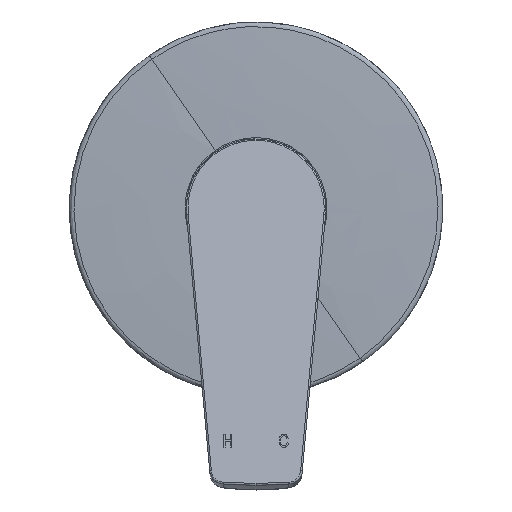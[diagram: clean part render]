
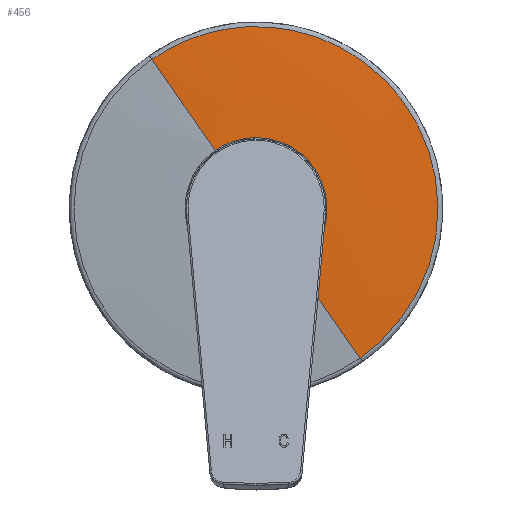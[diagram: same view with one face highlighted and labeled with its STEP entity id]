
A CAD part, front view. The second image highlights one B-rep face of the part: STEP entity #456.
In plain terms, the highlighted free-form (B-spline) face has degree [3, 3] with [4, 4] control points.
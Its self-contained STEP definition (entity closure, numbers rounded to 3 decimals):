
#67=(
BOUNDED_SURFACE()
B_SPLINE_SURFACE(3,3,((#10667,#10668,#10669,#10670),(#10671,#10672,#10673,
#10674),(#10675,#10676,#10677,#10678),(#10679,#10680,#10681,#10682)),
 .UNSPECIFIED.,.F.,.F.,.F.)
B_SPLINE_SURFACE_WITH_KNOTS((4,4),(4,4),(0.,1.),(0.,1.),.UNSPECIFIED.)
GEOMETRIC_REPRESENTATION_ITEM()
RATIONAL_B_SPLINE_SURFACE(((1.,0.333,0.333,1.),
(1.,0.333,0.333,1.),
(1.,0.333,0.333,1.),
(1.,0.333,0.333,1.)))
REPRESENTATION_ITEM('')
SURFACE()
);
#456=ADVANCED_FACE('',(#1095),#67,.T.);
#1095=FACE_OUTER_BOUND('',#1736,.T.);
#1736=EDGE_LOOP('',(#2448,#2449,#2450,#2451));
#2448=ORIENTED_EDGE('',*,*,#5486,.T.);
#2449=ORIENTED_EDGE('',*,*,#5487,.T.);
#2450=ORIENTED_EDGE('',*,*,#5488,.T.);
#2451=ORIENTED_EDGE('',*,*,#5489,.T.);
#5486=EDGE_CURVE('',#8596,#8597,#7969,.T.);
#5487=EDGE_CURVE('',#8597,#8598,#7970,.T.);
#5488=EDGE_CURVE('',#8598,#8599,#7971,.T.);
#5489=EDGE_CURVE('',#8599,#8596,#7972,.T.);
#7969=(
BOUNDED_CURVE()
B_SPLINE_CURVE(3,(#10910,#10911,#10912,#10913),.UNSPECIFIED.,.F.,.F.)
B_SPLINE_CURVE_WITH_KNOTS((4,4),(0.,1.),.UNSPECIFIED.)
CURVE()
GEOMETRIC_REPRESENTATION_ITEM()
RATIONAL_B_SPLINE_CURVE((1.,1.,1.,1.))
REPRESENTATION_ITEM('')
);
#7970=(
BOUNDED_CURVE()
B_SPLINE_CURVE(3,(#10914,#10915,#10916,#10917),.UNSPECIFIED.,.F.,.F.)
B_SPLINE_CURVE_WITH_KNOTS((4,4),(0.,1.),.UNSPECIFIED.)
CURVE()
GEOMETRIC_REPRESENTATION_ITEM()
RATIONAL_B_SPLINE_CURVE((1.,0.333,0.333,1.))
REPRESENTATION_ITEM('')
);
#7971=(
BOUNDED_CURVE()
B_SPLINE_CURVE(3,(#10918,#10919,#10920,#10921),.UNSPECIFIED.,.F.,.F.)
B_SPLINE_CURVE_WITH_KNOTS((4,4),(-1.,0.),.UNSPECIFIED.)
CURVE()
GEOMETRIC_REPRESENTATION_ITEM()
RATIONAL_B_SPLINE_CURVE((1.,1.,1.,1.))
REPRESENTATION_ITEM('')
);
#7972=(
BOUNDED_CURVE()
B_SPLINE_CURVE(3,(#10922,#10923,#10924,#10925),.UNSPECIFIED.,.F.,.F.)
B_SPLINE_CURVE_WITH_KNOTS((4,4),(-1.,0.),.UNSPECIFIED.)
CURVE()
GEOMETRIC_REPRESENTATION_ITEM()
RATIONAL_B_SPLINE_CURVE((1.,0.333,0.333,1.))
REPRESENTATION_ITEM('')
);
#8596=VERTEX_POINT('',#10890);
#8597=VERTEX_POINT('',#10891);
#8598=VERTEX_POINT('',#10892);
#8599=VERTEX_POINT('',#10893);
#10667=CARTESIAN_POINT('',(-32.067,-12.905,45.995));
#10668=CARTESIAN_POINT('',(59.923,-12.905,110.129));
#10669=CARTESIAN_POINT('',(124.057,-12.905,18.139));
#10670=CARTESIAN_POINT('',(32.067,-12.905,-45.995));
#10671=CARTESIAN_POINT('',(-25.557,-13.435,36.657));
#10672=CARTESIAN_POINT('',(47.758,-13.435,87.772));
#10673=CARTESIAN_POINT('',(98.872,-13.435,14.457));
#10674=CARTESIAN_POINT('',(25.557,-13.435,-36.657));
#10675=CARTESIAN_POINT('',(-19.042,-13.7,27.312));
#10676=CARTESIAN_POINT('',(35.583,-13.7,65.396));
#10677=CARTESIAN_POINT('',(73.667,-13.7,10.771));
#10678=CARTESIAN_POINT('',(19.042,-13.7,-27.312));
#10679=CARTESIAN_POINT('',(-12.525,-13.7,17.965));
#10680=CARTESIAN_POINT('',(23.405,-13.7,43.015));
#10681=CARTESIAN_POINT('',(48.455,-13.7,7.085));
#10682=CARTESIAN_POINT('',(12.525,-13.7,-17.965));
#10890=CARTESIAN_POINT('',(-32.067,-12.905,45.995));
#10891=CARTESIAN_POINT('',(-12.525,-13.7,17.965));
#10892=CARTESIAN_POINT('',(12.525,-13.7,-17.965));
#10893=CARTESIAN_POINT('',(32.067,-12.905,-45.995));
#10910=CARTESIAN_POINT('',(-32.067,-12.905,45.995));
#10911=CARTESIAN_POINT('',(-25.557,-13.435,36.657));
#10912=CARTESIAN_POINT('',(-19.042,-13.7,27.312));
#10913=CARTESIAN_POINT('',(-12.525,-13.7,17.965));
#10914=CARTESIAN_POINT('',(-12.525,-13.7,17.965));
#10915=CARTESIAN_POINT('',(23.405,-13.7,43.015));
#10916=CARTESIAN_POINT('',(48.455,-13.7,7.085));
#10917=CARTESIAN_POINT('',(12.525,-13.7,-17.965));
#10918=CARTESIAN_POINT('',(12.525,-13.7,-17.965));
#10919=CARTESIAN_POINT('',(19.042,-13.7,-27.312));
#10920=CARTESIAN_POINT('',(25.557,-13.435,-36.657));
#10921=CARTESIAN_POINT('',(32.067,-12.905,-45.995));
#10922=CARTESIAN_POINT('',(32.067,-12.905,-45.995));
#10923=CARTESIAN_POINT('',(124.057,-12.905,18.139));
#10924=CARTESIAN_POINT('',(59.923,-12.905,110.129));
#10925=CARTESIAN_POINT('',(-32.067,-12.905,45.995));
